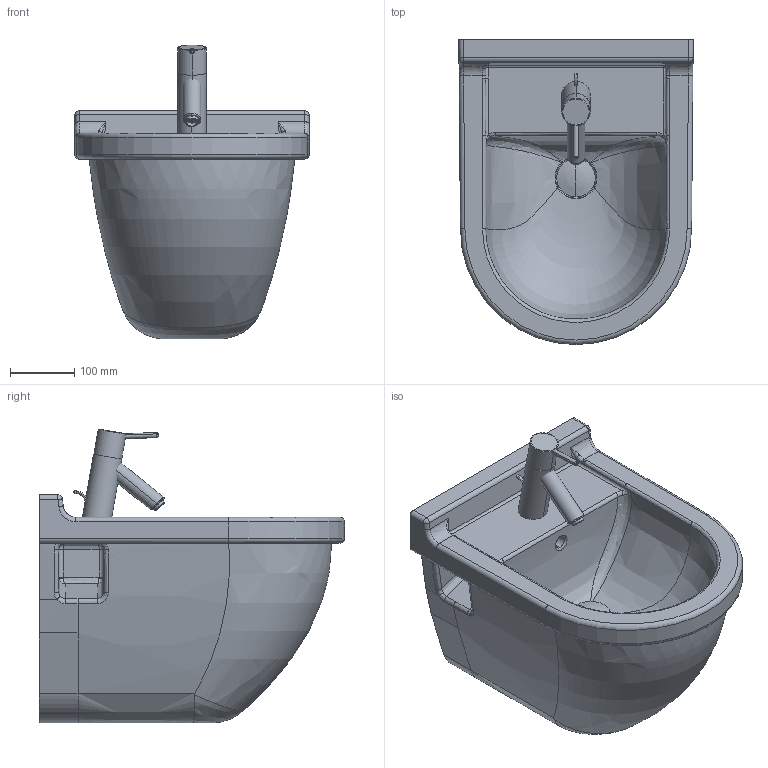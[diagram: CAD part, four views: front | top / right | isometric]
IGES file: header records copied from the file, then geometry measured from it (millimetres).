
Global section: file name: No Iges File Name specified; native system: AutoDesk Inventor R11.0; preprocessor: AutoDesk Inventor Iges Exporter R11.0; author: No Author specified; organization: No Organization specified; date: 20070806.091427; units: millimetre
Bounding box: 365 x 475 x 457.4 mm (x, y, z)
Volume: 25884101.9 mm3; surface area: 874640.2 mm2
Topology: 8 solids, 8 shells, 251 faces, 595 edges, 345 vertices
Faces by surface type: bspline 92, plane 52, cylinder 41, revolution 38, torus 22, sphere 4, cone 2
